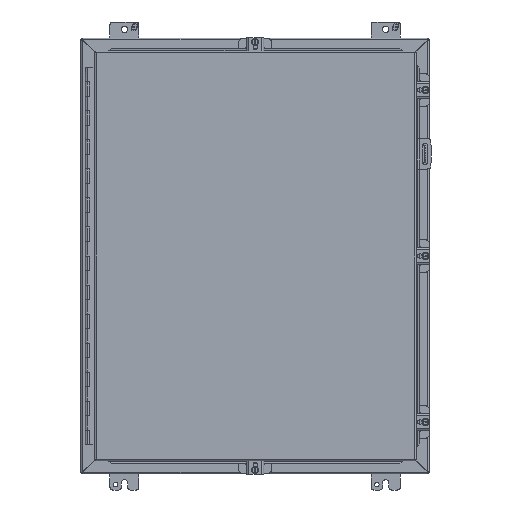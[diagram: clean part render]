
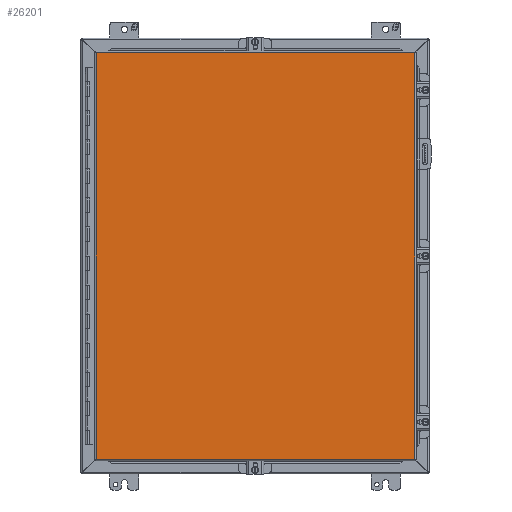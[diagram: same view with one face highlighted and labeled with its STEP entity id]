
A CAD part, front view. The second image highlights one B-rep face of the part: STEP entity #26201.
In plain terms, the highlighted planar face has unit normal (0, -1, 0).
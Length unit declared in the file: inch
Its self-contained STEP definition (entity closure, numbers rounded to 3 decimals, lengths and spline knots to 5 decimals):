
#10 = ORIENTED_EDGE ( 'NONE', *, *, #33816, .F. ) ;
#510 = CARTESIAN_POINT ( 'NONE',  ( -10.954, -9.21, 13.9945 ) ) ;
#1994 = VERTEX_POINT ( 'NONE', #43025 ) ;
#2984 = VECTOR ( 'NONE', #11331, 39.37008 ) ;
#3406 = EDGE_LOOP ( 'NONE', ( #49071, #7599, #10, #30945 ) ) ;
#3410 = LINE ( 'NONE', #4384, #6552 ) ;
#4333 = FACE_OUTER_BOUND ( 'NONE', #3406, .T. ) ;
#4384 = CARTESIAN_POINT ( 'NONE',  ( -10.954, -9.21, -13.9945 ) ) ;
#6552 = VECTOR ( 'NONE', #20385, 39.37008 ) ;
#6802 = EDGE_CURVE ( 'NONE', #1994, #19820, #25744, .T. ) ;
#7599 = ORIENTED_EDGE ( 'NONE', *, *, #28088, .F. ) ;
#11331 = DIRECTION ( 'NONE',  ( 1., 0., 0. ) ) ;
#13948 = CARTESIAN_POINT ( 'NONE',  ( 11.018, -9.21, 13.9945 ) ) ;
#15066 = CARTESIAN_POINT ( 'NONE',  ( -10.954, -9.21, 13.9945 ) ) ;
#16424 = CARTESIAN_POINT ( 'NONE',  ( -10.954, -9.21, -13.9945 ) ) ;
#16675 = DIRECTION ( 'NONE',  ( 0., -1., 0. ) ) ;
#17145 = EDGE_CURVE ( 'NONE', #19820, #23123, #17616, .T. ) ;
#17616 = LINE ( 'NONE', #49629, #48965 ) ;
#19820 = VERTEX_POINT ( 'NONE', #26330 ) ;
#20385 = DIRECTION ( 'NONE',  ( 0., 0., 1. ) ) ;
#21553 = DIRECTION ( 'NONE',  ( 0., 0., -1. ) ) ;
#23123 = VERTEX_POINT ( 'NONE', #50318 ) ;
#25744 = LINE ( 'NONE', #13948, #30632 ) ;
#26201 = ADVANCED_FACE ( 'NONE', ( #4333 ), #45018, .T. ) ;
#26330 = CARTESIAN_POINT ( 'NONE',  ( 11.018, -9.21, -13.9945 ) ) ;
#28088 = EDGE_CURVE ( 'NONE', #47845, #1994, #48260, .T. ) ;
#29419 = DIRECTION ( 'NONE',  ( -1., 0., 0. ) ) ;
#30632 = VECTOR ( 'NONE', #21553, 39.37008 ) ;
#30945 = ORIENTED_EDGE ( 'NONE', *, *, #17145, .F. ) ;
#33816 = EDGE_CURVE ( 'NONE', #23123, #47845, #3410, .T. ) ;
#43025 = CARTESIAN_POINT ( 'NONE',  ( 11.018, -9.21, 13.9945 ) ) ;
#43967 = DIRECTION ( 'NONE',  ( 0., 0., -1. ) ) ;
#45018 = PLANE ( 'NONE',  #48923 ) ;
#47845 = VERTEX_POINT ( 'NONE', #15066 ) ;
#48260 = LINE ( 'NONE', #510, #2984 ) ;
#48923 = AXIS2_PLACEMENT_3D ( 'NONE', #16424, #16675, #43967 ) ;
#48965 = VECTOR ( 'NONE', #29419, 39.37008 ) ;
#49071 = ORIENTED_EDGE ( 'NONE', *, *, #6802, .F. ) ;
#49629 = CARTESIAN_POINT ( 'NONE',  ( 11.018, -9.21, -13.9945 ) ) ;
#50318 = CARTESIAN_POINT ( 'NONE',  ( -10.954, -9.21, -13.9945 ) ) ;
